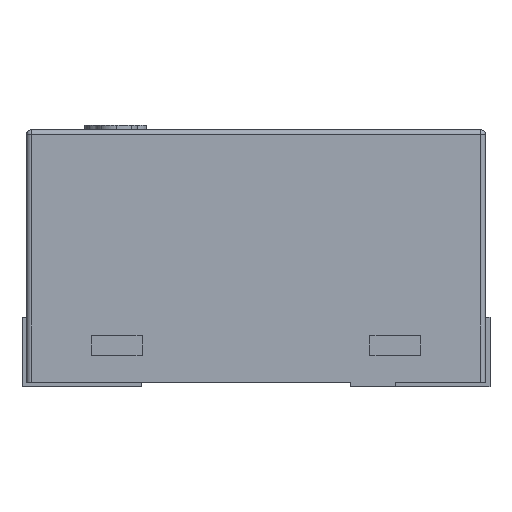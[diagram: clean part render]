
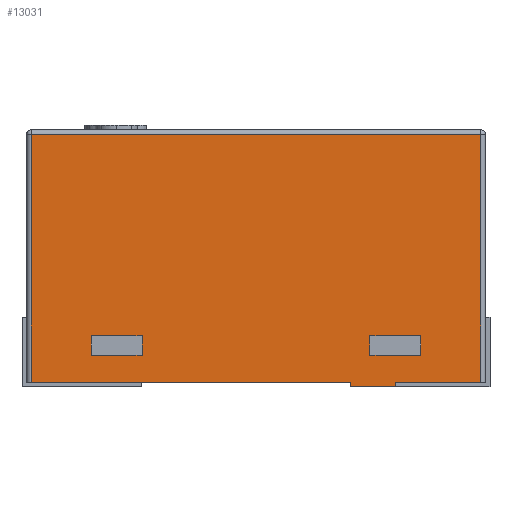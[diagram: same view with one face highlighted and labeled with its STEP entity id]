
A CAD part, left-side view. The second image highlights one B-rep face of the part: STEP entity #13031.
In plain terms, the highlighted planar face has unit normal (-1, 0, 0).
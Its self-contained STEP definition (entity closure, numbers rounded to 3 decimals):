
#81 = VERTEX_POINT ( 'NONE', #15869 ) ;
#237 = VERTEX_POINT ( 'NONE', #1506 ) ;
#239 = DIRECTION ( 'NONE',  ( 0., 0., -1. ) ) ;
#284 = EDGE_CURVE ( 'NONE', #10368, #11809, #13531, .T. ) ;
#766 = CARTESIAN_POINT ( 'NONE',  ( -0.5, -0.205, -0.01 ) ) ;
#831 = ORIENTED_EDGE ( 'NONE', *, *, #6610, .F. ) ;
#839 = LINE ( 'NONE', #5113, #14046 ) ;
#1020 = VERTEX_POINT ( 'NONE', #13880 ) ;
#1035 = CARTESIAN_POINT ( 'NONE',  ( -0.5, 0.5, 0.54 ) ) ;
#1059 = ORIENTED_EDGE ( 'NONE', *, *, #8620, .F. ) ;
#1101 = CARTESIAN_POINT ( 'NONE',  ( -0.5, 0.248, 0.101 ) ) ;
#1217 = LINE ( 'NONE', #2374, #4459 ) ;
#1258 = CARTESIAN_POINT ( 'NONE',  ( -0.5, 0.359, 0.101 ) ) ;
#1349 = LINE ( 'NONE', #4458, #14721 ) ;
#1488 = DIRECTION ( 'NONE',  ( 0., -1., 0. ) ) ;
#1506 = CARTESIAN_POINT ( 'NONE',  ( -0.5, -0.359, 0.101 ) ) ;
#1547 = EDGE_CURVE ( 'NONE', #14196, #1870, #1349, .T. ) ;
#1632 = CARTESIAN_POINT ( 'NONE',  ( -0.5, -0.248, 0.101 ) ) ;
#1713 = CARTESIAN_POINT ( 'NONE',  ( -0.5, -0.359, 0.058 ) ) ;
#1870 = VERTEX_POINT ( 'NONE', #3996 ) ;
#1877 = EDGE_CURVE ( 'NONE', #81, #11535, #9846, .T. ) ;
#2284 = CARTESIAN_POINT ( 'NONE',  ( -0.5, 0.359, 0.101 ) ) ;
#2374 = CARTESIAN_POINT ( 'NONE',  ( -0.5, -0.359, 0.101 ) ) ;
#2537 = DIRECTION ( 'NONE',  ( 0., 0., 1. ) ) ;
#2562 = CARTESIAN_POINT ( 'NONE',  ( -0.5, 0.49, 0. ) ) ;
#2567 = VERTEX_POINT ( 'NONE', #15692 ) ;
#2943 = CARTESIAN_POINT ( 'NONE',  ( -0.5, -0.359, 0.101 ) ) ;
#2997 = PLANE ( 'NONE',  #12524 ) ;
#3244 = LINE ( 'NONE', #5805, #6036 ) ;
#3628 = VECTOR ( 'NONE', #6410, 1000. ) ;
#3776 = ORIENTED_EDGE ( 'NONE', *, *, #16853, .T. ) ;
#3968 = LINE ( 'NONE', #11823, #14164 ) ;
#3996 = CARTESIAN_POINT ( 'NONE',  ( -0.5, -0.49, 0.54 ) ) ;
#4070 = VERTEX_POINT ( 'NONE', #14568 ) ;
#4225 = VECTOR ( 'NONE', #14898, 1000. ) ;
#4269 = CARTESIAN_POINT ( 'NONE',  ( -0.5, -0.305, 0. ) ) ;
#4284 = ORIENTED_EDGE ( 'NONE', *, *, #4796, .T. ) ;
#4458 = CARTESIAN_POINT ( 'NONE',  ( -0.5, -0.49, 0.55 ) ) ;
#4459 = VECTOR ( 'NONE', #13331, 1000. ) ;
#4460 = ORIENTED_EDGE ( 'NONE', *, *, #5344, .F. ) ;
#4505 = DIRECTION ( 'NONE',  ( 1., 0., 0. ) ) ;
#4578 = VECTOR ( 'NONE', #6418, 1000. ) ;
#4796 = EDGE_CURVE ( 'NONE', #5866, #14196, #8215, .T. ) ;
#5113 = CARTESIAN_POINT ( 'NONE',  ( -0.5, 0.49, 0.55 ) ) ;
#5344 = EDGE_CURVE ( 'NONE', #1020, #10368, #3968, .T. ) ;
#5381 = ORIENTED_EDGE ( 'NONE', *, *, #10187, .F. ) ;
#5398 = EDGE_CURVE ( 'NONE', #1870, #4070, #14819, .T. ) ;
#5466 = ORIENTED_EDGE ( 'NONE', *, *, #8375, .F. ) ;
#5505 = CARTESIAN_POINT ( 'NONE',  ( -0.5, 0.359, 0.101 ) ) ;
#5672 = DIRECTION ( 'NONE',  ( 0., 1., 0. ) ) ;
#5805 = CARTESIAN_POINT ( 'NONE',  ( -0.5, 0.5, 0. ) ) ;
#5815 = CARTESIAN_POINT ( 'NONE',  ( -0.5, 0.5, 0.55 ) ) ;
#5866 = VERTEX_POINT ( 'NONE', #4269 ) ;
#6036 = VECTOR ( 'NONE', #13839, 1000. ) ;
#6200 = VERTEX_POINT ( 'NONE', #15540 ) ;
#6410 = DIRECTION ( 'NONE',  ( 0., -1., 0. ) ) ;
#6418 = DIRECTION ( 'NONE',  ( 0., 1., 0. ) ) ;
#6435 = ORIENTED_EDGE ( 'NONE', *, *, #1547, .T. ) ;
#6507 = EDGE_LOOP ( 'NONE', ( #4284, #6435, #9050, #16246, #12359, #5381, #13312, #3776 ) ) ;
#6535 = VECTOR ( 'NONE', #14934, 1000. ) ;
#6610 = EDGE_CURVE ( 'NONE', #11809, #16994, #17122, .T. ) ;
#7007 = LINE ( 'NONE', #12680, #14018 ) ;
#7068 = EDGE_CURVE ( 'NONE', #14524, #11557, #3244, .T. ) ;
#7532 = CARTESIAN_POINT ( 'NONE',  ( -0.5, -0.205, 0. ) ) ;
#7927 = LINE ( 'NONE', #13309, #3628 ) ;
#8129 = DIRECTION ( 'NONE',  ( 0., -1., 0. ) ) ;
#8215 = LINE ( 'NONE', #13599, #13636 ) ;
#8375 = EDGE_CURVE ( 'NONE', #11535, #237, #1217, .T. ) ;
#8428 = DIRECTION ( 'NONE',  ( 0., 0., 1. ) ) ;
#8620 = EDGE_CURVE ( 'NONE', #16994, #1020, #7927, .T. ) ;
#8622 = EDGE_CURVE ( 'NONE', #4070, #14524, #839, .T. ) ;
#8894 = LINE ( 'NONE', #10316, #17214 ) ;
#9050 = ORIENTED_EDGE ( 'NONE', *, *, #5398, .T. ) ;
#9486 = EDGE_CURVE ( 'NONE', #2567, #14729, #12268, .T. ) ;
#9704 = FACE_OUTER_BOUND ( 'NONE', #6507, .T. ) ;
#9828 = DIRECTION ( 'NONE',  ( 0., 0., 1. ) ) ;
#9846 = LINE ( 'NONE', #1713, #17280 ) ;
#9877 = DIRECTION ( 'NONE',  ( 0., 1., 0. ) ) ;
#10187 = EDGE_CURVE ( 'NONE', #14729, #11557, #8894, .T. ) ;
#10219 = ORIENTED_EDGE ( 'NONE', *, *, #284, .F. ) ;
#10316 = CARTESIAN_POINT ( 'NONE',  ( -0.5, -0.205, -0.01 ) ) ;
#10368 = VERTEX_POINT ( 'NONE', #1101 ) ;
#10731 = VECTOR ( 'NONE', #5672, 1000. ) ;
#10772 = EDGE_CURVE ( 'NONE', #237, #6200, #15028, .T. ) ;
#11102 = CARTESIAN_POINT ( 'NONE',  ( -0.5, -0.49, 0. ) ) ;
#11231 = DIRECTION ( 'NONE',  ( 0., 0., 1. ) ) ;
#11288 = LINE ( 'NONE', #1632, #16832 ) ;
#11535 = VERTEX_POINT ( 'NONE', #15393 ) ;
#11557 = VERTEX_POINT ( 'NONE', #7532 ) ;
#11809 = VERTEX_POINT ( 'NONE', #2284 ) ;
#11823 = CARTESIAN_POINT ( 'NONE',  ( -0.5, 0.248, 0.101 ) ) ;
#12268 = LINE ( 'NONE', #16270, #4225 ) ;
#12359 = ORIENTED_EDGE ( 'NONE', *, *, #7068, .T. ) ;
#12503 = ORIENTED_EDGE ( 'NONE', *, *, #1877, .F. ) ;
#12524 = AXIS2_PLACEMENT_3D ( 'NONE', #5815, #4505, #9877 ) ;
#12680 = CARTESIAN_POINT ( 'NONE',  ( -0.5, -0.305, -0.01 ) ) ;
#13031 = ADVANCED_FACE ( 'NONE', ( #13685, #9704, #16630 ), #2997, .F. ) ;
#13309 = CARTESIAN_POINT ( 'NONE',  ( -0.5, 0.359, 0.058 ) ) ;
#13312 = ORIENTED_EDGE ( 'NONE', *, *, #9486, .F. ) ;
#13331 = DIRECTION ( 'NONE',  ( 0., 0., 1. ) ) ;
#13390 = EDGE_LOOP ( 'NONE', ( #1059, #831, #10219, #4460 ) ) ;
#13531 = LINE ( 'NONE', #5505, #6535 ) ;
#13599 = CARTESIAN_POINT ( 'NONE',  ( -0.5, 0.5, 0. ) ) ;
#13636 = VECTOR ( 'NONE', #1488, 1000. ) ;
#13685 = FACE_BOUND ( 'NONE', #13390, .T. ) ;
#13839 = DIRECTION ( 'NONE',  ( 0., -1., 0. ) ) ;
#13880 = CARTESIAN_POINT ( 'NONE',  ( -0.5, 0.248, 0.058 ) ) ;
#13923 = VECTOR ( 'NONE', #15880, 1000. ) ;
#14018 = VECTOR ( 'NONE', #8428, 1000. ) ;
#14046 = VECTOR ( 'NONE', #17418, 1000. ) ;
#14164 = VECTOR ( 'NONE', #2537, 1000. ) ;
#14196 = VERTEX_POINT ( 'NONE', #11102 ) ;
#14524 = VERTEX_POINT ( 'NONE', #2562 ) ;
#14532 = ORIENTED_EDGE ( 'NONE', *, *, #10772, .F. ) ;
#14568 = CARTESIAN_POINT ( 'NONE',  ( -0.5, 0.49, 0.54 ) ) ;
#14721 = VECTOR ( 'NONE', #9828, 1000. ) ;
#14729 = VERTEX_POINT ( 'NONE', #766 ) ;
#14819 = LINE ( 'NONE', #1035, #4578 ) ;
#14898 = DIRECTION ( 'NONE',  ( 0., 1., 0. ) ) ;
#14934 = DIRECTION ( 'NONE',  ( 0., 1., 0. ) ) ;
#15028 = LINE ( 'NONE', #2943, #10731 ) ;
#15252 = EDGE_LOOP ( 'NONE', ( #14532, #5466, #12503, #15400 ) ) ;
#15393 = CARTESIAN_POINT ( 'NONE',  ( -0.5, -0.359, 0.058 ) ) ;
#15400 = ORIENTED_EDGE ( 'NONE', *, *, #16051, .F. ) ;
#15540 = CARTESIAN_POINT ( 'NONE',  ( -0.5, -0.248, 0.101 ) ) ;
#15692 = CARTESIAN_POINT ( 'NONE',  ( -0.5, -0.305, -0.01 ) ) ;
#15869 = CARTESIAN_POINT ( 'NONE',  ( -0.5, -0.248, 0.058 ) ) ;
#15877 = CARTESIAN_POINT ( 'NONE',  ( -0.5, 0.359, 0.058 ) ) ;
#15880 = DIRECTION ( 'NONE',  ( 0., 0., -1. ) ) ;
#16051 = EDGE_CURVE ( 'NONE', #6200, #81, #11288, .T. ) ;
#16246 = ORIENTED_EDGE ( 'NONE', *, *, #8622, .T. ) ;
#16270 = CARTESIAN_POINT ( 'NONE',  ( -0.5, 0., -0.01 ) ) ;
#16630 = FACE_BOUND ( 'NONE', #15252, .T. ) ;
#16832 = VECTOR ( 'NONE', #239, 1000. ) ;
#16853 = EDGE_CURVE ( 'NONE', #2567, #5866, #7007, .T. ) ;
#16994 = VERTEX_POINT ( 'NONE', #15877 ) ;
#17122 = LINE ( 'NONE', #1258, #13923 ) ;
#17214 = VECTOR ( 'NONE', #11231, 1000. ) ;
#17280 = VECTOR ( 'NONE', #8129, 1000. ) ;
#17418 = DIRECTION ( 'NONE',  ( 0., 0., -1. ) ) ;
